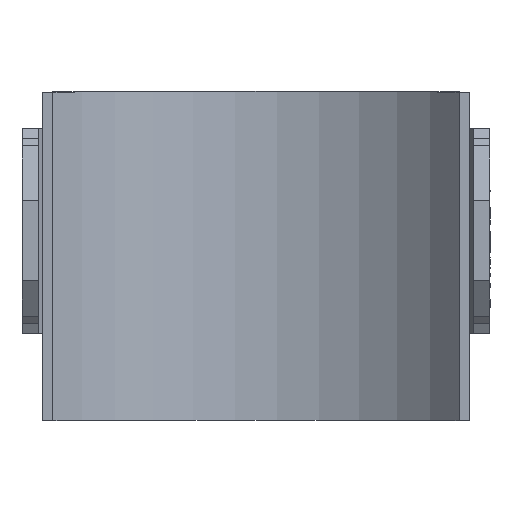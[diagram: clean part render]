
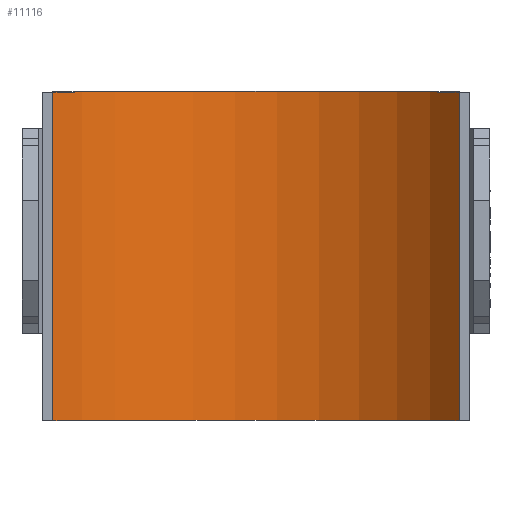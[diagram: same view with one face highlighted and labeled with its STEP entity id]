
A CAD part, front view. The second image highlights one B-rep face of the part: STEP entity #11116.
In plain terms, the highlighted cylindrical face has radius 31.5 mm (diameter 63 mm), a partial arc.
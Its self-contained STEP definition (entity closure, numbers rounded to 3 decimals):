
#200 = CYLINDRICAL_SURFACE ( 'NONE', #3448, 31.5 ) ;
#211 = CARTESIAN_POINT ( 'NONE',  ( 24.739, -12., -20. ) ) ;
#469 = EDGE_CURVE ( 'NONE', #1009, #607, #3173, .T. ) ;
#607 = VERTEX_POINT ( 'NONE', #4487 ) ;
#1009 = VERTEX_POINT ( 'NONE', #3510 ) ;
#1048 = CARTESIAN_POINT ( 'NONE',  ( 0., -31.5, -20. ) ) ;
#1075 = AXIS2_PLACEMENT_3D ( 'NONE', #1048, #6367, #7189 ) ;
#1223 = EDGE_LOOP ( 'NONE', ( #9720, #8880, #6010, #6440 ) ) ;
#1386 = CARTESIAN_POINT ( 'NONE',  ( 24.739, -12., 20. ) ) ;
#1780 = CARTESIAN_POINT ( 'NONE',  ( 0., -31.5, 20. ) ) ;
#2820 = DIRECTION ( 'NONE',  ( -1., 0., 0. ) ) ;
#3173 = LINE ( 'NONE', #7544, #6689 ) ;
#3448 = AXIS2_PLACEMENT_3D ( 'NONE', #4459, #9760, #2820 ) ;
#3510 = CARTESIAN_POINT ( 'NONE',  ( -24.739, -12., 20. ) ) ;
#3598 = DIRECTION ( 'NONE',  ( 0., 0., -1. ) ) ;
#4459 = CARTESIAN_POINT ( 'NONE',  ( 0., -31.5, 20. ) ) ;
#4487 = CARTESIAN_POINT ( 'NONE',  ( -24.739, -12., -20. ) ) ;
#4556 = FACE_OUTER_BOUND ( 'NONE', #1223, .T. ) ;
#5561 = DIRECTION ( 'NONE',  ( 0., 0., -1. ) ) ;
#5586 = CIRCLE ( 'NONE', #10522, 31.5 ) ;
#5709 = VECTOR ( 'NONE', #3598, 1000. ) ;
#6010 = ORIENTED_EDGE ( 'NONE', *, *, #6090, .F. ) ;
#6090 = EDGE_CURVE ( 'NONE', #1009, #8134, #5586, .T. ) ;
#6283 = LINE ( 'NONE', #9722, #5709 ) ;
#6367 = DIRECTION ( 'NONE',  ( 0., 0., -1. ) ) ;
#6440 = ORIENTED_EDGE ( 'NONE', *, *, #469, .T. ) ;
#6573 = CIRCLE ( 'NONE', #1075, 31.5 ) ;
#6689 = VECTOR ( 'NONE', #5561, 1000. ) ;
#7189 = DIRECTION ( 'NONE',  ( 1., 0., 0. ) ) ;
#7544 = CARTESIAN_POINT ( 'NONE',  ( -24.739, -12., 20. ) ) ;
#7637 = EDGE_CURVE ( 'NONE', #607, #9172, #6573, .T. ) ;
#7697 = DIRECTION ( 'NONE',  ( 1., 0., 0. ) ) ;
#8134 = VERTEX_POINT ( 'NONE', #1386 ) ;
#8838 = DIRECTION ( 'NONE',  ( 0., 0., -1. ) ) ;
#8880 = ORIENTED_EDGE ( 'NONE', *, *, #9138, .F. ) ;
#9138 = EDGE_CURVE ( 'NONE', #8134, #9172, #6283, .T. ) ;
#9172 = VERTEX_POINT ( 'NONE', #211 ) ;
#9720 = ORIENTED_EDGE ( 'NONE', *, *, #7637, .T. ) ;
#9722 = CARTESIAN_POINT ( 'NONE',  ( 24.739, -12., 20. ) ) ;
#9760 = DIRECTION ( 'NONE',  ( 0., 0., -1. ) ) ;
#10522 = AXIS2_PLACEMENT_3D ( 'NONE', #1780, #8838, #7697 ) ;
#11116 = ADVANCED_FACE ( 'NONE', ( #4556 ), #200, .F. ) ;
